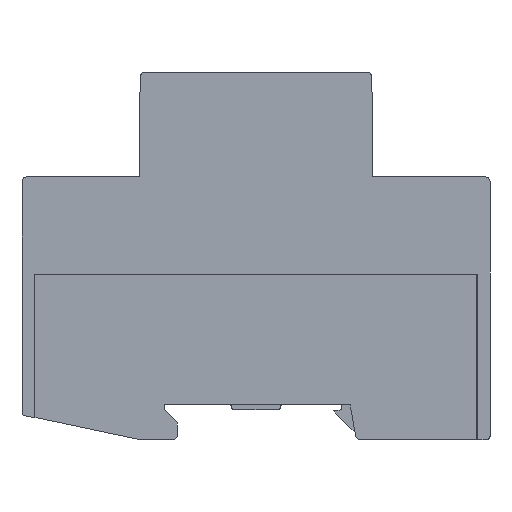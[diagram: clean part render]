
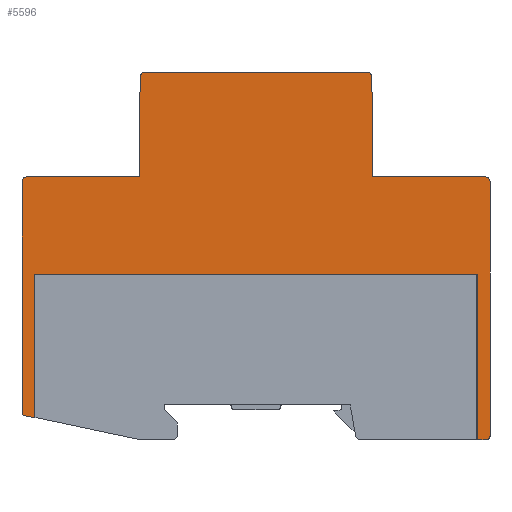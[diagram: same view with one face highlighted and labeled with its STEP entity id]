
A CAD part, left-side view. The second image highlights one B-rep face of the part: STEP entity #5596.
In plain terms, the highlighted planar face has unit normal (-1, 0, 0).
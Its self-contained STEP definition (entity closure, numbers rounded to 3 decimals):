
#5596=ADVANCED_FACE('',(#14984),#14985,.F.);
#8570=VERTEX_POINT('',#18163);
#8574=VERTEX_POINT('',#18167);
#8576=EDGE_CURVE('',#8570,#8574,#18169,.T.);
#10720=VERTEX_POINT('',#20313);
#10724=VERTEX_POINT('',#20317);
#10726=EDGE_CURVE('',#10720,#10724,#20319,.T.);
#11012=VERTEX_POINT('',#20605);
#11016=VERTEX_POINT('',#20609);
#11018=EDGE_CURVE('',#11012,#11016,#20611,.T.);
#11182=VERTEX_POINT('',#20775);
#11186=VERTEX_POINT('',#20779);
#11188=EDGE_CURVE('',#11182,#11186,#20781,.T.);
#11286=VERTEX_POINT('',#20879);
#11290=VERTEX_POINT('',#20883);
#11292=EDGE_CURVE('',#11286,#11290,#20885,.T.);
#11542=VERTEX_POINT('',#21135);
#11546=VERTEX_POINT('',#21139);
#11548=EDGE_CURVE('',#11542,#11546,#21141,.T.);
#11614=EDGE_CURVE('',#11290,#11542,#21207,.T.);
#11616=VERTEX_POINT('',#21209);
#11618=EDGE_CURVE('',#10720,#11616,#21211,.T.);
#11620=VERTEX_POINT('',#21213);
#11622=EDGE_CURVE('',#11620,#11616,#21215,.T.);
#11624=EDGE_CURVE('',#11186,#11620,#21217,.T.);
#11626=EDGE_CURVE('',#11016,#11182,#21219,.T.);
#11628=VERTEX_POINT('',#21221);
#11630=EDGE_CURVE('',#11628,#11012,#21223,.T.);
#11632=EDGE_CURVE('',#8574,#11628,#21225,.T.);
#11634=VERTEX_POINT('',#21227);
#11636=EDGE_CURVE('',#11634,#8570,#21229,.T.);
#11638=EDGE_CURVE('',#11546,#11634,#21231,.T.);
#11640=VERTEX_POINT('',#21233);
#11642=EDGE_CURVE('',#11640,#11286,#21235,.T.);
#11644=VERTEX_POINT('',#21237);
#11646=EDGE_CURVE('',#11644,#11640,#21239,.T.);
#11648=EDGE_CURVE('',#11644,#10724,#21241,.T.);
#14984=FACE_OUTER_BOUND('',#24595,.T.);
#14985=PLANE('',#24596);
#18163=CARTESIAN_POINT('',(0.0,66.283,70.7));
#18167=CARTESIAN_POINT('',(0.0,23.717,70.7));
#18169=LINE('',#29301,#29302);
#20313=CARTESIAN_POINT('',(0.0,2.4,31.8));
#20317=CARTESIAN_POINT('',(0.0,87.6,31.8));
#20319=LINE('',#32771,#32772);
#20605=CARTESIAN_POINT('',(0.0,22.55,50.6));
#20609=CARTESIAN_POINT('',(0.0,1.0,50.6));
#20611=LINE('',#33225,#33226);
#20775=CARTESIAN_POINT('',(0.0,0.0,49.6));
#20779=CARTESIAN_POINT('',(0.0,0.0,0.7));
#20781=LINE('',#33490,#33491);
#20879=CARTESIAN_POINT('',(0.0,90.0,5.287));
#20883=CARTESIAN_POINT('',(0.0,90.0,49.6));
#20885=LINE('',#33656,#33657);
#21135=CARTESIAN_POINT('',(0.0,89.0,50.6));
#21139=CARTESIAN_POINT('',(0.0,67.45,50.6));
#21141=LINE('',#34081,#34082);
#21207=CIRCLE('',#34191,1.0);
#21209=CARTESIAN_POINT('',(0.0,2.4,0.0));
#21211=LINE('',#34196,#34197);
#21213=CARTESIAN_POINT('',(0.0,0.7,0.0));
#21215=LINE('',#34202,#34203);
#21217=CIRCLE('',#34206,0.7);
#21219=CIRCLE('',#34209,1.0);
#21221=CARTESIAN_POINT('',(0.0,22.717,69.709));
#21223=LINE('',#34214,#34215);
#21225=CIRCLE('',#34218,1.0);
#21227=CARTESIAN_POINT('',(0.0,67.283,69.709));
#21229=CIRCLE('',#34223,1.0);
#21231=LINE('',#34226,#34227);
#21233=CARTESIAN_POINT('',(0.0,89.422,4.598));
#21235=CIRCLE('',#34232,0.7);
#21237=CARTESIAN_POINT('',(0.0,87.6,4.277));
#21239=LINE('',#34237,#34238);
#21241=LINE('',#34241,#34242);
#24595=EDGE_LOOP('',(#42193,#42194,#42195,#42196,#42197,#42198,#42199,#42200,#42201,#42202,#42203,#42204,#42205,#42206,#42207,#42208,#42209,#42210));
#24596=AXIS2_PLACEMENT_3D('',#42211,#42212,#42213);
#29301=CARTESIAN_POINT('',(0.0,66.283,70.7));
#29302=VECTOR('',#44826,42.567);
#32771=CARTESIAN_POINT('',(0.0,2.4,31.8));
#32772=VECTOR('',#45736,85.2);
#33225=CARTESIAN_POINT('',(0.0,22.55,50.6));
#33226=VECTOR('',#45827,21.55);
#33490=CARTESIAN_POINT('',(0.0,0.0,49.6));
#33491=VECTOR('',#45893,48.9);
#33656=CARTESIAN_POINT('',(0.0,90.0,5.287));
#33657=VECTOR('',#45924,44.313);
#34081=CARTESIAN_POINT('',(0.0,89.0,50.6));
#34082=VECTOR('',#46000,21.55);
#34191=AXIS2_PLACEMENT_3D('',#46043,#46044,#46045);
#34196=CARTESIAN_POINT('',(0.0,2.4,31.8));
#34197=VECTOR('',#46046,31.8);
#34202=CARTESIAN_POINT('',(0.0,0.7,0.0));
#34203=VECTOR('',#46047,1.7);
#34206=AXIS2_PLACEMENT_3D('',#46048,#46049,#46050);
#34209=AXIS2_PLACEMENT_3D('',#46051,#46052,#46053);
#34214=CARTESIAN_POINT('',(0.0,22.717,69.709));
#34215=VECTOR('',#46054,19.109);
#34218=AXIS2_PLACEMENT_3D('',#46055,#46056,#46057);
#34223=AXIS2_PLACEMENT_3D('',#46058,#46059,#46060);
#34226=CARTESIAN_POINT('',(0.0,67.45,50.6));
#34227=VECTOR('',#46061,19.109);
#34232=AXIS2_PLACEMENT_3D('',#46062,#46063,#46064);
#34237=CARTESIAN_POINT('',(0.0,87.6,4.277));
#34238=VECTOR('',#46065,1.85);
#34241=CARTESIAN_POINT('',(0.0,87.6,4.277));
#34242=VECTOR('',#46066,27.523);
#42193=ORIENTED_EDGE('',*,*,#11618,.T.);
#42194=ORIENTED_EDGE('',*,*,#11622,.F.);
#42195=ORIENTED_EDGE('',*,*,#11624,.F.);
#42196=ORIENTED_EDGE('',*,*,#11188,.F.);
#42197=ORIENTED_EDGE('',*,*,#11626,.F.);
#42198=ORIENTED_EDGE('',*,*,#11018,.F.);
#42199=ORIENTED_EDGE('',*,*,#11630,.F.);
#42200=ORIENTED_EDGE('',*,*,#11632,.F.);
#42201=ORIENTED_EDGE('',*,*,#8576,.F.);
#42202=ORIENTED_EDGE('',*,*,#11636,.F.);
#42203=ORIENTED_EDGE('',*,*,#11638,.F.);
#42204=ORIENTED_EDGE('',*,*,#11548,.F.);
#42205=ORIENTED_EDGE('',*,*,#11614,.F.);
#42206=ORIENTED_EDGE('',*,*,#11292,.F.);
#42207=ORIENTED_EDGE('',*,*,#11642,.F.);
#42208=ORIENTED_EDGE('',*,*,#11646,.F.);
#42209=ORIENTED_EDGE('',*,*,#11648,.T.);
#42210=ORIENTED_EDGE('',*,*,#10726,.F.);
#42211=CARTESIAN_POINT('',(0.0,45.0,70.7));
#42212=DIRECTION('',(1.0,0.0,0.0));
#42213=DIRECTION('',(0.0,0.0,-1.0));
#44826=DIRECTION('',(0.0,-1.0,0.0));
#45736=DIRECTION('',(0.0,1.0,0.0));
#45827=DIRECTION('',(0.0,-1.0,0.0));
#45893=DIRECTION('',(0.0,0.0,-1.0));
#45924=DIRECTION('',(0.0,0.0,1.0));
#46000=DIRECTION('',(0.0,-1.0,0.0));
#46043=CARTESIAN_POINT('',(0.0,89.0,49.6));
#46044=DIRECTION('',(1.0,0.0,0.0));
#46045=DIRECTION('',(0.0,1.0,0.0));
#46046=DIRECTION('',(0.0,0.0,-1.0));
#46047=DIRECTION('',(0.0,1.0,0.0));
#46048=CARTESIAN_POINT('',(0.0,0.7,0.7));
#46049=DIRECTION('',(1.0,0.0,0.0));
#46050=DIRECTION('',(0.0,-1.0,0.));
#46051=CARTESIAN_POINT('',(0.0,1.0,49.6));
#46052=DIRECTION('',(1.0,0.0,-0.0));
#46053=DIRECTION('',(0.0,0.,1.0));
#46054=DIRECTION('',(0.0,-0.009,-1.));
#46055=CARTESIAN_POINT('',(0.0,23.717,69.7));
#46056=DIRECTION('',(1.0,0.0,-0.0));
#46057=DIRECTION('',(0.0,0.0,1.0));
#46058=CARTESIAN_POINT('',(0.0,66.283,69.7));
#46059=DIRECTION('',(1.0,0.0,-0.0));
#46060=DIRECTION('',(0.0,1.,0.009));
#46061=DIRECTION('',(0.0,-0.009,1.));
#46062=CARTESIAN_POINT('',(0.0,89.3,5.287));
#46063=DIRECTION('',(1.0,0.0,0.0));
#46064=DIRECTION('',(0.0,0.174,-0.985));
#46065=DIRECTION('',(0.0,0.985,0.174));
#46066=DIRECTION('',(0.0,0.0,1.0));
